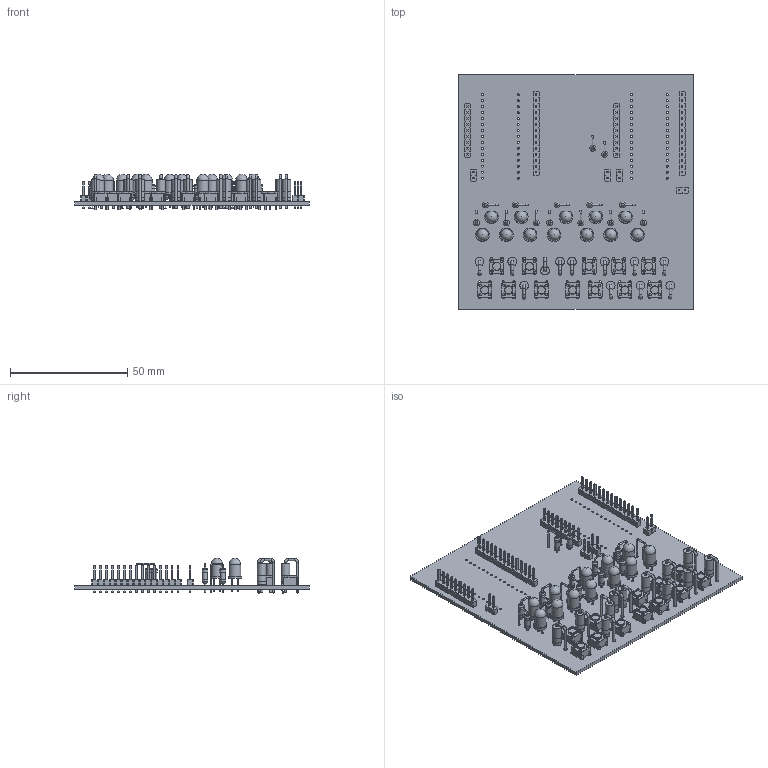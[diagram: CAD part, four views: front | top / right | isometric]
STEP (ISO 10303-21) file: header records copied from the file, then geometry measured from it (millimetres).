
FILE_DESCRIPTION(('KiCad electronic assembly'),'2;1');
FILE_NAME('2NanoMusic.step','2020-06-20T13:17:40',('An Author'),( 'A Company'),'Open CASCADE STEP processor 6.9', 'KiCad to STEP converter','Unknown');
FILE_SCHEMA(('AUTOMOTIVE_DESIGN { 1 0 10303 214 1 1 1 1 }'));
Length unit declared in the file: millimetre
Products named in the file (16): Open CASCADE STEP translator 6.9 1; D_5W_P5.08mm_Vertical_AnodeUp; SOLID; PinHeader_1x14_P2.54mm_Vertical; PinHeader_1x09_P2.54mm_Vertical; PinHeader_1x02_P2.54mm_Vertical; LED_D5.0mm; R_Axial_DIN0207_L6.3mm_D2.5mm_P5.08mm_Vertical; SW_PUSH_6mm; COMPOUND
Assembly tree (66 placements, depth 3):
  Open CASCADE STEP translator 6.9 1
    D_5W_P5.08mm_Vertical_AnodeUp  x12
      SOLID
    PinHeader_1x14_P2.54mm_Vertical  x2
      SOLID
    PinHeader_1x09_P2.54mm_Vertical  x2
      SOLID
    PinHeader_1x02_P2.54mm_Vertical  x4
      SOLID
    LED_D5.0mm  x12
      SOLID
    R_Axial_DIN0207_L6.3mm_D2.5mm_P5.08mm_Vertical  x14
      SOLID
    SW_PUSH_6mm  x12
      SOLID
    COMPOUND
Bounding box: 100 x 100 x 15.1 mm (x, y, z)
Volume: 22213.4 mm3; surface area: 32647.9 mm2
Topology: 59 solids, 59 shells, 3442 faces, 8304 edges, 5276 vertices
Faces by surface type: plane 2402, cylinder 936, torus 92, sphere 12
Full cylindrical faces by diameter (mm): 0.6 x56, 0.8 x88, 0.9 x24, 1 x102, 1.1 x96, 1.4 x24, 2.25 x14, 2.5 x28, 3.5 x12, 3.7 x24, 3.72 x12, 4.9 x12
Entity records: 70617 total; most frequent: CARTESIAN_POINT 10951, DIRECTION 10353, LINE 6483, VECTOR 6483, ORIENTED_EDGE 5110, PCURVE 5110, DEFINITIONAL_REPRESENTATION 5110, EDGE_CURVE 2555
